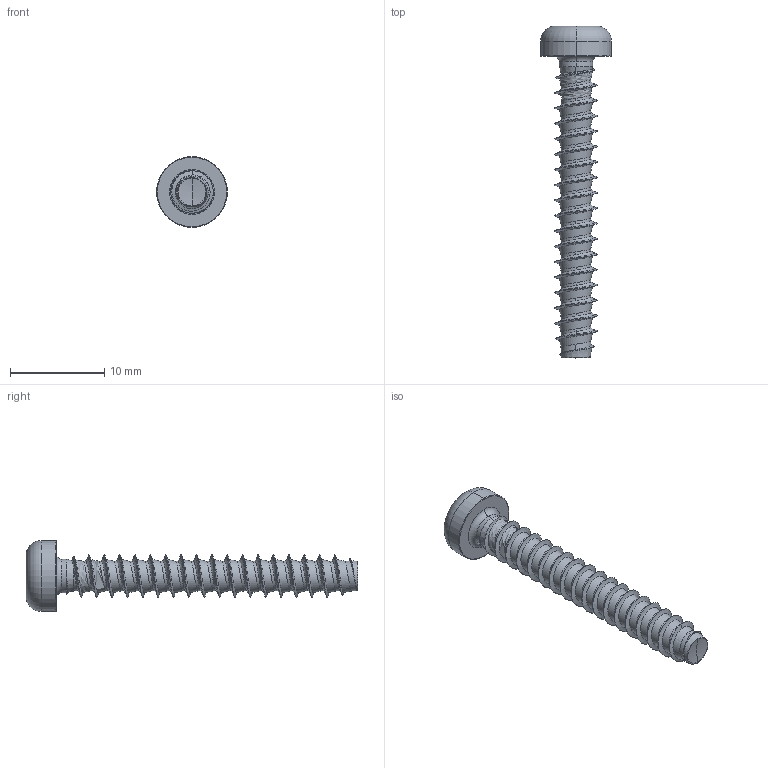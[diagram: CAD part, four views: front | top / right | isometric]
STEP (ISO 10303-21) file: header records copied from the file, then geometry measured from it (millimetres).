
FILE_DESCRIPTION (( 'STEP AP203' ), '1' );
FILE_NAME ('STP390450320.STEP', '2020-09-22T15:10:48', ( '' ), ( '' ), 'SwSTEP 2.0', 'SolidWorks 2015', '' );
FILE_SCHEMA (( 'CONFIG_CONTROL_DESIGN' ));
Length unit declared in the file: millimetre
Products named in the file (2): STP390450320
Bounding box: 7.5 x 35.19 x 7.5 mm (x, y, z)
Volume: 408.7 mm3; surface area: 693.4 mm2
Topology: 1 solids, 1 shells, 119 faces, 305 edges, 188 vertices
Faces by surface type: cylinder 62, bspline 35, cone 10, torus 6, sphere 4, plane 2
Entity records: 34910 total; most frequent: CARTESIAN_POINT 32348, ORIENTED_EDGE 606, DIRECTION 368, EDGE_CURVE 303, VERTEX_POINT 188, AXIS2_PLACEMENT_3D 146, B_SPLINE_CURVE_WITH_KNOTS 129, EDGE_LOOP 121
